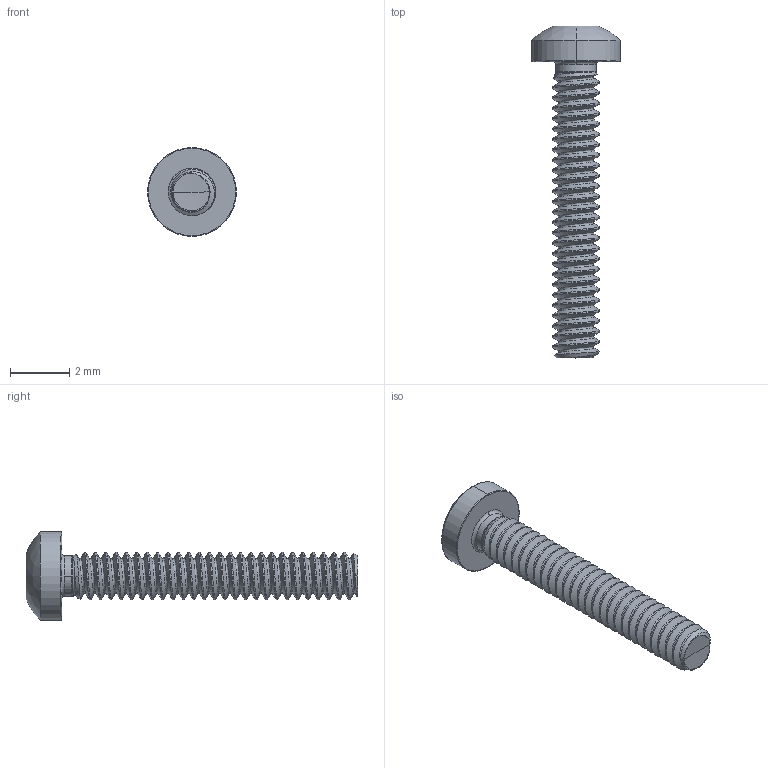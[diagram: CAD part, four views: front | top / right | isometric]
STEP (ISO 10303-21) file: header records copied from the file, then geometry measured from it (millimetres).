
FILE_DESCRIPTION (( 'STEP AP203' ), '1' );
FILE_NAME ('STM390160100.STEP', '2020-12-23T14:21:07', ( '' ), ( '' ), 'SwSTEP 2.0', 'SolidWorks 2015', '' );
FILE_SCHEMA (( 'CONFIG_CONTROL_DESIGN' ));
Length unit declared in the file: millimetre
Products named in the file (2): STM390160100
Bounding box: 3 x 11.2 x 3 mm (x, y, z)
Volume: 21.4 mm3; surface area: 96.3 mm2
Topology: 1 solids, 1 shells, 126 faces, 337 edges, 213 vertices
Faces by surface type: cylinder 76, bspline 18, torus 14, cone 11, sphere 4, plane 3
Entity records: 22590 total; most frequent: CARTESIAN_POINT 19801, ORIENTED_EDGE 670, DIRECTION 435, EDGE_CURVE 335, VERTEX_POINT 213, AXIS2_PLACEMENT_3D 175, EDGE_LOOP 128, FACE_OUTER_BOUND 126
